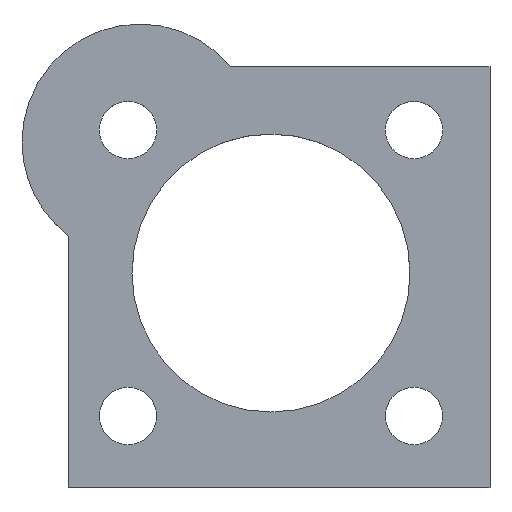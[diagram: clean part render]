
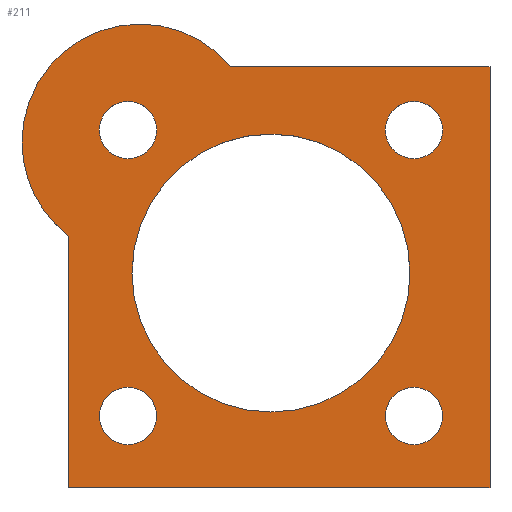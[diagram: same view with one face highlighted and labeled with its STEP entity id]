
A CAD part, top view. The second image highlights one B-rep face of the part: STEP entity #211.
In plain terms, the highlighted planar face has unit normal (0, 0, 1).
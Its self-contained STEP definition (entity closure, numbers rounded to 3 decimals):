
#1 = DIRECTION ( 'NONE',  ( 1., 0., 0. ) ) ;
#5 = ORIENTED_EDGE ( 'NONE', *, *, #198, .F. ) ;
#9 = FACE_BOUND ( 'NONE', #321, .T. ) ;
#11 = CARTESIAN_POINT ( 'NONE',  ( -36.985, -20.735, 3. ) ) ;
#16 = CARTESIAN_POINT ( 'NONE',  ( -15.5, -25., 3. ) ) ;
#25 = CARTESIAN_POINT ( 'NONE',  ( -20.015, -3.765, 3. ) ) ;
#29 = EDGE_CURVE ( 'NONE', #249, #355, #165, .T. ) ;
#30 = VECTOR ( 'NONE', #100, 1000. ) ;
#36 = ORIENTED_EDGE ( 'NONE', *, *, #630, .T. ) ;
#38 = DIRECTION ( 'NONE',  ( 0., 0., 1. ) ) ;
#43 = CIRCLE ( 'NONE', #597, 1.7 ) ;
#56 = CARTESIAN_POINT ( 'NONE',  ( -30.893, 0., 3. ) ) ;
#60 = EDGE_CURVE ( 'NONE', #79, #286, #543, .T. ) ;
#72 = VERTEX_POINT ( 'NONE', #623 ) ;
#75 = DIRECTION ( 'NONE',  ( 0., 0., 1. ) ) ;
#79 = VERTEX_POINT ( 'NONE', #56 ) ;
#83 = DIRECTION ( 'NONE',  ( 1., 0., 0. ) ) ;
#85 = CIRCLE ( 'NONE', #264, 7. ) ;
#92 = DIRECTION ( 'NONE',  ( 0., 0., 1. ) ) ;
#93 = VECTOR ( 'NONE', #196, 1000. ) ;
#99 = CARTESIAN_POINT ( 'NONE',  ( -20.015, -20.735, 3. ) ) ;
#100 = DIRECTION ( 'NONE',  ( 1., 0., 0. ) ) ;
#102 = CARTESIAN_POINT ( 'NONE',  ( -43.278, -4.472, 3. ) ) ;
#104 = LINE ( 'NONE', #134, #502 ) ;
#111 = LINE ( 'NONE', #212, #528 ) ;
#119 = DIRECTION ( 'NONE',  ( 1., 0., 0. ) ) ;
#128 = FACE_BOUND ( 'NONE', #627, .T. ) ;
#133 = CARTESIAN_POINT ( 'NONE',  ( -20.015, -3.765, 3. ) ) ;
#134 = CARTESIAN_POINT ( 'NONE',  ( -15.5, 0., 3. ) ) ;
#137 = CARTESIAN_POINT ( 'NONE',  ( -36.985, -3.765, 3. ) ) ;
#139 = EDGE_LOOP ( 'NONE', ( #496, #329, #219, #544, #36, #451 ) ) ;
#140 = ORIENTED_EDGE ( 'NONE', *, *, #648, .F. ) ;
#142 = DIRECTION ( 'NONE',  ( 1., 0., 0. ) ) ;
#144 = DIRECTION ( 'NONE',  ( 1., 0., 0. ) ) ;
#146 = FACE_BOUND ( 'NONE', #416, .T. ) ;
#148 = VERTEX_POINT ( 'NONE', #447 ) ;
#152 = CARTESIAN_POINT ( 'NONE',  ( 0., 0., 3. ) ) ;
#157 = ORIENTED_EDGE ( 'NONE', *, *, #657, .F. ) ;
#161 = DIRECTION ( 'NONE',  ( 1., 0., 0. ) ) ;
#165 = CIRCLE ( 'NONE', #225, 8.25 ) ;
#170 = CIRCLE ( 'NONE', #478, 1.7 ) ;
#171 = VERTEX_POINT ( 'NONE', #604 ) ;
#180 = CARTESIAN_POINT ( 'NONE',  ( -35.285, -20.735, 3. ) ) ;
#196 = DIRECTION ( 'NONE',  ( 1., 0., 0. ) ) ;
#198 = EDGE_CURVE ( 'NONE', #530, #230, #43, .T. ) ;
#200 = CARTESIAN_POINT ( 'NONE',  ( -36.75, -12.25, 3. ) ) ;
#206 = AXIS2_PLACEMENT_3D ( 'NONE', #137, #343, #298 ) ;
#211 = ADVANCED_FACE ( 'NONE', ( #9, #421, #146, #128, #551, #674 ), #535, .T. ) ;
#212 = CARTESIAN_POINT ( 'NONE',  ( -40.5, 0., 3. ) ) ;
#216 = CARTESIAN_POINT ( 'NONE',  ( -36.278, -4.472, 3. ) ) ;
#219 = ORIENTED_EDGE ( 'NONE', *, *, #364, .T. ) ;
#221 = DIRECTION ( 'NONE',  ( 1., 0., 0. ) ) ;
#225 = AXIS2_PLACEMENT_3D ( 'NONE', #390, #38, #409 ) ;
#229 = DIRECTION ( 'NONE',  ( 1., 0., 0. ) ) ;
#230 = VERTEX_POINT ( 'NONE', #596 ) ;
#240 = EDGE_CURVE ( 'NONE', #79, #337, #85, .T. ) ;
#242 = CARTESIAN_POINT ( 'NONE',  ( -21.715, -20.735, 3. ) ) ;
#245 = AXIS2_PLACEMENT_3D ( 'NONE', #99, #644, #119 ) ;
#249 = VERTEX_POINT ( 'NONE', #346 ) ;
#250 = DIRECTION ( 'NONE',  ( 0., 0., 1. ) ) ;
#252 = CARTESIAN_POINT ( 'NONE',  ( -20.015, -20.735, 3. ) ) ;
#253 = DIRECTION ( 'NONE',  ( 0., 0., 1. ) ) ;
#261 = ORIENTED_EDGE ( 'NONE', *, *, #29, .F. ) ;
#263 = EDGE_CURVE ( 'NONE', #286, #620, #104, .T. ) ;
#264 = AXIS2_PLACEMENT_3D ( 'NONE', #323, #310, #229 ) ;
#275 = ORIENTED_EDGE ( 'NONE', *, *, #405, .F. ) ;
#282 = CARTESIAN_POINT ( 'NONE',  ( -28.5, -12.25, 3. ) ) ;
#286 = VERTEX_POINT ( 'NONE', #454 ) ;
#288 = AXIS2_PLACEMENT_3D ( 'NONE', #282, #546, #332 ) ;
#298 = DIRECTION ( 'NONE',  ( 1., 0., 0. ) ) ;
#300 = CIRCLE ( 'NONE', #245, 1.7 ) ;
#303 = ORIENTED_EDGE ( 'NONE', *, *, #423, .F. ) ;
#310 = DIRECTION ( 'NONE',  ( 0., 0., 1. ) ) ;
#315 = CARTESIAN_POINT ( 'NONE',  ( -40.5, -25., 3. ) ) ;
#321 = EDGE_LOOP ( 'NONE', ( #157, #5 ) ) ;
#323 = CARTESIAN_POINT ( 'NONE',  ( -36.278, -4.472, 3. ) ) ;
#324 = DIRECTION ( 'NONE',  ( 0., 0., 1. ) ) ;
#329 = ORIENTED_EDGE ( 'NONE', *, *, #240, .T. ) ;
#332 = DIRECTION ( 'NONE',  ( 1., 0., 0. ) ) ;
#337 = VERTEX_POINT ( 'NONE', #102 ) ;
#342 = AXIS2_PLACEMENT_3D ( 'NONE', #525, #424, #142 ) ;
#343 = DIRECTION ( 'NONE',  ( 0., 0., 1. ) ) ;
#345 = AXIS2_PLACEMENT_3D ( 'NONE', #252, #250, #161 ) ;
#346 = CARTESIAN_POINT ( 'NONE',  ( -20.25, -12.25, 3. ) ) ;
#355 = VERTEX_POINT ( 'NONE', #200 ) ;
#356 = CIRCLE ( 'NONE', #481, 1.7 ) ;
#364 = EDGE_CURVE ( 'NONE', #337, #444, #469, .T. ) ;
#375 = EDGE_CURVE ( 'NONE', #72, #511, #605, .T. ) ;
#380 = EDGE_CURVE ( 'NONE', #355, #249, #457, .T. ) ;
#387 = AXIS2_PLACEMENT_3D ( 'NONE', #152, #92, #1 ) ;
#390 = CARTESIAN_POINT ( 'NONE',  ( -28.5, -12.25, 3. ) ) ;
#399 = EDGE_CURVE ( 'NONE', #511, #72, #575, .T. ) ;
#401 = DIRECTION ( 'NONE',  ( 0., -1., 0. ) ) ;
#405 = EDGE_CURVE ( 'NONE', #148, #171, #170, .T. ) ;
#409 = DIRECTION ( 'NONE',  ( 1., 0., 0. ) ) ;
#416 = EDGE_LOOP ( 'NONE', ( #563, #430 ) ) ;
#421 = FACE_BOUND ( 'NONE', #542, .T. ) ;
#423 = EDGE_CURVE ( 'NONE', #471, #667, #300, .T. ) ;
#424 = DIRECTION ( 'NONE',  ( 0., 0., 1. ) ) ;
#430 = ORIENTED_EDGE ( 'NONE', *, *, #375, .F. ) ;
#444 = VERTEX_POINT ( 'NONE', #453 ) ;
#447 = CARTESIAN_POINT ( 'NONE',  ( -18.315, -3.765, 3. ) ) ;
#451 = ORIENTED_EDGE ( 'NONE', *, *, #263, .F. ) ;
#452 = AXIS2_PLACEMENT_3D ( 'NONE', #133, #526, #144 ) ;
#453 = CARTESIAN_POINT ( 'NONE',  ( -40.5, -10.055, 3. ) ) ;
#454 = CARTESIAN_POINT ( 'NONE',  ( -15.5, 0., 3. ) ) ;
#455 = AXIS2_PLACEMENT_3D ( 'NONE', #216, #555, #83 ) ;
#457 = CIRCLE ( 'NONE', #288, 8.25 ) ;
#469 = CIRCLE ( 'NONE', #455, 7. ) ;
#471 = VERTEX_POINT ( 'NONE', #500 ) ;
#476 = VERTEX_POINT ( 'NONE', #315 ) ;
#478 = AXIS2_PLACEMENT_3D ( 'NONE', #25, #75, #221 ) ;
#481 = AXIS2_PLACEMENT_3D ( 'NONE', #11, #253, #658 ) ;
#488 = DIRECTION ( 'NONE',  ( 1., 0., 0. ) ) ;
#496 = ORIENTED_EDGE ( 'NONE', *, *, #60, .F. ) ;
#500 = CARTESIAN_POINT ( 'NONE',  ( -18.315, -20.735, 3. ) ) ;
#502 = VECTOR ( 'NONE', #401, 1000. ) ;
#508 = CIRCLE ( 'NONE', #452, 1.7 ) ;
#511 = VERTEX_POINT ( 'NONE', #632 ) ;
#525 = CARTESIAN_POINT ( 'NONE',  ( -36.985, -3.765, 3. ) ) ;
#526 = DIRECTION ( 'NONE',  ( 0., 0., 1. ) ) ;
#528 = VECTOR ( 'NONE', #654, 1000. ) ;
#529 = EDGE_CURVE ( 'NONE', #476, #444, #111, .T. ) ;
#530 = VERTEX_POINT ( 'NONE', #180 ) ;
#532 = ORIENTED_EDGE ( 'NONE', *, *, #380, .F. ) ;
#535 = PLANE ( 'NONE',  #387 ) ;
#542 = EDGE_LOOP ( 'NONE', ( #140, #275 ) ) ;
#543 = LINE ( 'NONE', #583, #30 ) ;
#544 = ORIENTED_EDGE ( 'NONE', *, *, #529, .F. ) ;
#546 = DIRECTION ( 'NONE',  ( 0., 0., 1. ) ) ;
#551 = FACE_BOUND ( 'NONE', #576, .T. ) ;
#555 = DIRECTION ( 'NONE',  ( 0., 0., 1. ) ) ;
#563 = ORIENTED_EDGE ( 'NONE', *, *, #399, .F. ) ;
#575 = CIRCLE ( 'NONE', #206, 1.7 ) ;
#576 = EDGE_LOOP ( 'NONE', ( #601, #303 ) ) ;
#583 = CARTESIAN_POINT ( 'NONE',  ( 0., 0., 3. ) ) ;
#596 = CARTESIAN_POINT ( 'NONE',  ( -38.685, -20.735, 3. ) ) ;
#597 = AXIS2_PLACEMENT_3D ( 'NONE', #671, #324, #488 ) ;
#601 = ORIENTED_EDGE ( 'NONE', *, *, #677, .F. ) ;
#604 = CARTESIAN_POINT ( 'NONE',  ( -21.715, -3.765, 3. ) ) ;
#605 = CIRCLE ( 'NONE', #342, 1.7 ) ;
#620 = VERTEX_POINT ( 'NONE', #16 ) ;
#623 = CARTESIAN_POINT ( 'NONE',  ( -35.285, -3.765, 3. ) ) ;
#626 = CIRCLE ( 'NONE', #345, 1.7 ) ;
#627 = EDGE_LOOP ( 'NONE', ( #532, #261 ) ) ;
#630 = EDGE_CURVE ( 'NONE', #476, #620, #662, .T. ) ;
#632 = CARTESIAN_POINT ( 'NONE',  ( -38.685, -3.765, 3. ) ) ;
#644 = DIRECTION ( 'NONE',  ( 0., 0., 1. ) ) ;
#648 = EDGE_CURVE ( 'NONE', #171, #148, #508, .T. ) ;
#654 = DIRECTION ( 'NONE',  ( 0., 1., 0. ) ) ;
#657 = EDGE_CURVE ( 'NONE', #230, #530, #356, .T. ) ;
#658 = DIRECTION ( 'NONE',  ( 1., 0., 0. ) ) ;
#659 = CARTESIAN_POINT ( 'NONE',  ( 0., -25., 3. ) ) ;
#662 = LINE ( 'NONE', #659, #93 ) ;
#667 = VERTEX_POINT ( 'NONE', #242 ) ;
#671 = CARTESIAN_POINT ( 'NONE',  ( -36.985, -20.735, 3. ) ) ;
#674 = FACE_OUTER_BOUND ( 'NONE', #139, .T. ) ;
#677 = EDGE_CURVE ( 'NONE', #667, #471, #626, .T. ) ;
